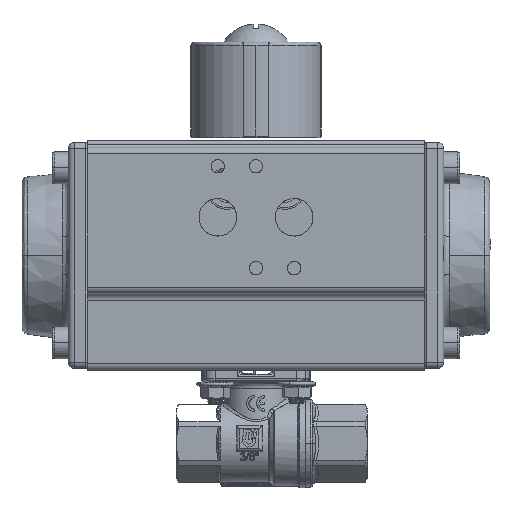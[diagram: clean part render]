
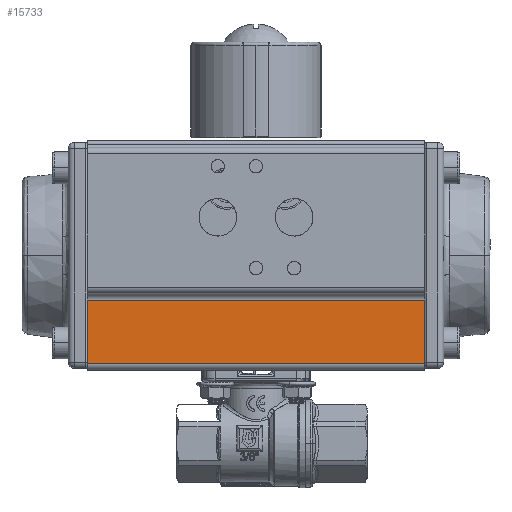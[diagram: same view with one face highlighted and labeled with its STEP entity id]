
A CAD part, front view. The second image highlights one B-rep face of the part: STEP entity #15733.
In plain terms, the highlighted planar face has unit normal (0, 1, 0).
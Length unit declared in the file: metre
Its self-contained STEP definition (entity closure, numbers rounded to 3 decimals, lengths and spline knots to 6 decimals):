
#922 = DIRECTION ( 'NONE',  ( 0., 0., 1. ) ) ;
#4461 = VERTEX_POINT ( 'NONE', #76037 ) ;
#7305 = PLANE ( 'NONE',  #82815 ) ;
#10251 = VECTOR ( 'NONE', #78668, 1. ) ;
#11268 = CARTESIAN_POINT ( 'NONE',  ( -0.060712, -0.059913, 0.071623 ) ) ;
#12064 = VERTEX_POINT ( 'NONE', #48501 ) ;
#13535 = DIRECTION ( 'NONE',  ( 0., 0., 1. ) ) ;
#14988 = FACE_OUTER_BOUND ( 'NONE', #60961, .T. ) ;
#15733 = ADVANCED_FACE ( 'NONE', ( #14988 ), #7305, .T. ) ;
#16084 = EDGE_CURVE ( 'NONE', #4461, #74324, #86369, .T. ) ;
#24403 = VECTOR ( 'NONE', #75863, 1. ) ;
#24444 = CARTESIAN_POINT ( 'NONE',  ( -0.060712, -0.059913, 0.071623 ) ) ;
#27174 = LINE ( 'NONE', #48097, #24403 ) ;
#30095 = VECTOR ( 'NONE', #60423, 1. ) ;
#32179 = LINE ( 'NONE', #11268, #30095 ) ;
#37048 = CARTESIAN_POINT ( 'NONE',  ( -0.060712, -0.059913, 0.071623 ) ) ;
#48097 = CARTESIAN_POINT ( 'NONE',  ( -0.060712, -0.059913, 0.091623 ) ) ;
#48501 = CARTESIAN_POINT ( 'NONE',  ( -0.060712, -0.059913, 0.091623 ) ) ;
#60423 = DIRECTION ( 'NONE',  ( -1., 0., 0. ) ) ;
#60961 = EDGE_LOOP ( 'NONE', ( #84360, #75378, #85257, #67983 ) ) ;
#60977 = VERTEX_POINT ( 'NONE', #37048 ) ;
#63962 = EDGE_CURVE ( 'NONE', #60977, #12064, #80483, .T. ) ;
#64061 = VECTOR ( 'NONE', #13535, 1. ) ;
#64077 = CARTESIAN_POINT ( 'NONE',  ( 0.045288, -0.059913, 0.071623 ) ) ;
#67983 = ORIENTED_EDGE ( 'NONE', *, *, #63962, .T. ) ;
#74324 = VERTEX_POINT ( 'NONE', #87587 ) ;
#75378 = ORIENTED_EDGE ( 'NONE', *, *, #16084, .T. ) ;
#75863 = DIRECTION ( 'NONE',  ( 1., 0., 0. ) ) ;
#76037 = CARTESIAN_POINT ( 'NONE',  ( 0.045288, -0.059913, 0.091623 ) ) ;
#76929 = DIRECTION ( 'NONE',  ( 0., 1., 0. ) ) ;
#78668 = DIRECTION ( 'NONE',  ( 0., 0., -1. ) ) ;
#79388 = EDGE_CURVE ( 'NONE', #74324, #60977, #32179, .T. ) ;
#80483 = LINE ( 'NONE', #24444, #64061 ) ;
#81415 = EDGE_CURVE ( 'NONE', #12064, #4461, #27174, .T. ) ;
#82815 = AXIS2_PLACEMENT_3D ( 'NONE', #89683, #76929, #922 ) ;
#84360 = ORIENTED_EDGE ( 'NONE', *, *, #81415, .T. ) ;
#85257 = ORIENTED_EDGE ( 'NONE', *, *, #79388, .T. ) ;
#86369 = LINE ( 'NONE', #64077, #10251 ) ;
#87587 = CARTESIAN_POINT ( 'NONE',  ( 0.045288, -0.059913, 0.071623 ) ) ;
#89683 = CARTESIAN_POINT ( 'NONE',  ( -0.060712, -0.059913, 0.071623 ) ) ;
